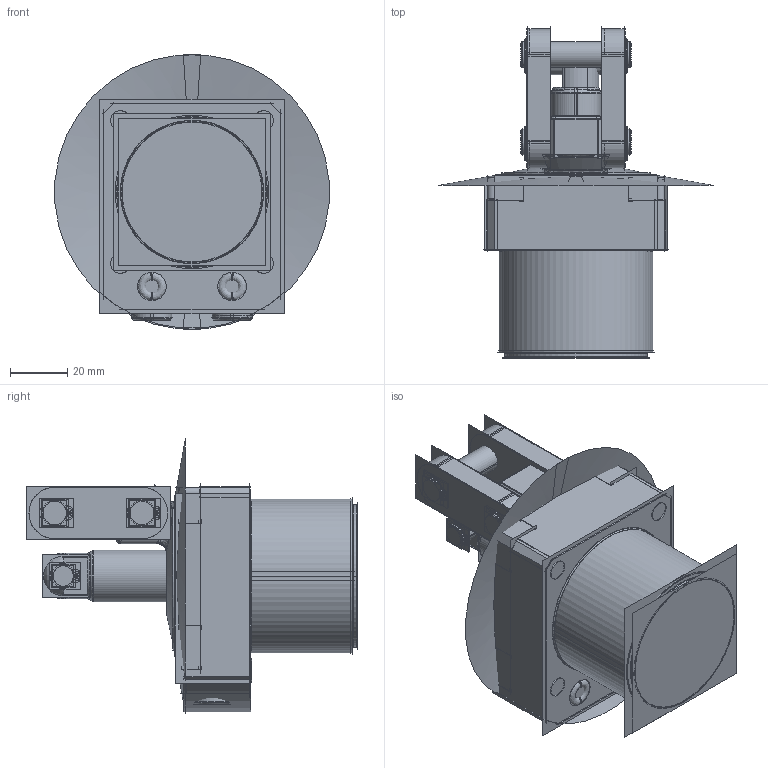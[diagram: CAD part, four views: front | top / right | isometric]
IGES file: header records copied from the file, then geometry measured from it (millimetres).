
Start section:  PTC IGES file: ilcml1604000_asm.igs
Global section: file name: ilcml1604000_asm.igs; native system: Pro/ENGINEER by Parametric Technology Corporation; preprocessor: 2007460; author: QAM; organization: Unknown; date: 20130710.150217; units: millimetre
Bounding box: 95.72 x 115.85 x 95.89 mm (x, y, z)
Surface area: 110885.9 mm2 (no closed solid volume)
Topology: 0 solids, 0 shells, 770 faces, 10595 edges, 13930 vertices
Faces by surface type: revolution 480, bspline 290
